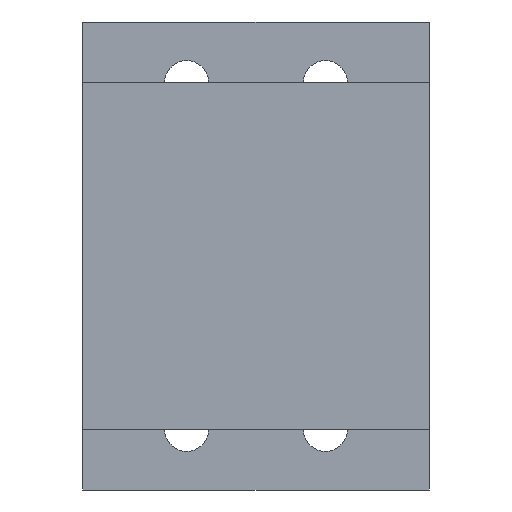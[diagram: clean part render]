
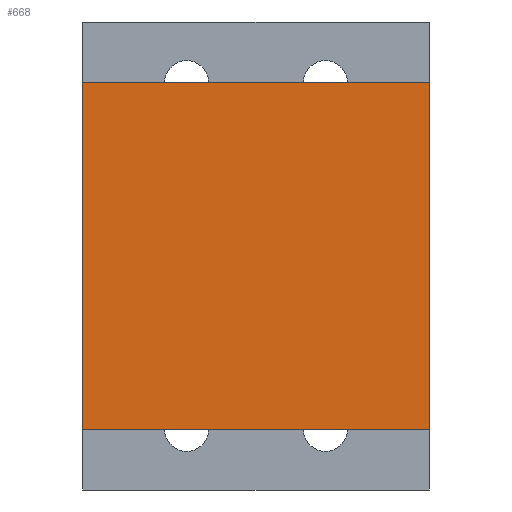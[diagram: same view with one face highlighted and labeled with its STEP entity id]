
A CAD part, left-side view. The second image highlights one B-rep face of the part: STEP entity #668.
In plain terms, the highlighted planar face has unit normal (-1, 0, 0).
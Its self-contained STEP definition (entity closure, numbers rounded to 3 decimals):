
#226 = EDGE_CURVE ( 'NONE', #256, #331, #376, .T. ) ;
#231 = EDGE_CURVE ( 'NONE', #332, #255, #355, .T. ) ;
#249 = VECTOR ( 'NONE', #533, 1000. ) ;
#255 = VERTEX_POINT ( 'NONE', #508 ) ;
#256 = VERTEX_POINT ( 'NONE', #500 ) ;
#263 = EDGE_CURVE ( 'NONE', #255, #256, #302, .T. ) ;
#302 = LINE ( 'NONE', #530, #249 ) ;
#318 = EDGE_CURVE ( 'NONE', #331, #332, #919, .T. ) ;
#331 = VERTEX_POINT ( 'NONE', #623 ) ;
#332 = VERTEX_POINT ( 'NONE', #613 ) ;
#355 = LINE ( 'NONE', #888, #402 ) ;
#376 = LINE ( 'NONE', #699, #392 ) ;
#392 = VECTOR ( 'NONE', #883, 1000. ) ;
#402 = VECTOR ( 'NONE', #853, 1000. ) ;
#500 = CARTESIAN_POINT ( 'NONE',  ( 0., 0., 0. ) ) ;
#508 = CARTESIAN_POINT ( 'NONE',  ( 0., 100., 0. ) ) ;
#523 = AXIS2_PLACEMENT_3D ( 'NONE', #629, #637, #638 ) ;
#530 = CARTESIAN_POINT ( 'NONE',  ( 0., 0., 0. ) ) ;
#533 = DIRECTION ( 'NONE',  ( 0., -1., 0. ) ) ;
#601 = CARTESIAN_POINT ( 'NONE',  ( 0., 0., -100. ) ) ;
#602 = DIRECTION ( 'NONE',  ( 0., 1., 0. ) ) ;
#613 = CARTESIAN_POINT ( 'NONE',  ( 0., 100., -100. ) ) ;
#623 = CARTESIAN_POINT ( 'NONE',  ( 0., 0., -100. ) ) ;
#629 = CARTESIAN_POINT ( 'NONE',  ( 0., 100., 0. ) ) ;
#630 = PLANE ( 'NONE',  #523 ) ;
#637 = DIRECTION ( 'NONE',  ( -1., 0., 0. ) ) ;
#638 = DIRECTION ( 'NONE',  ( 0., 0., 1. ) ) ;
#668 = ADVANCED_FACE ( 'NONE', ( #938 ), #630, .T. ) ;
#699 = CARTESIAN_POINT ( 'NONE',  ( 0., 0., 0. ) ) ;
#747 = ORIENTED_EDGE ( 'NONE', *, *, #226, .F. ) ;
#750 = ORIENTED_EDGE ( 'NONE', *, *, #318, .F. ) ;
#782 = ORIENTED_EDGE ( 'NONE', *, *, #231, .F. ) ;
#795 = EDGE_LOOP ( 'NONE', ( #816, #782, #750, #747 ) ) ;
#816 = ORIENTED_EDGE ( 'NONE', *, *, #263, .F. ) ;
#853 = DIRECTION ( 'NONE',  ( 0., 0., 1. ) ) ;
#883 = DIRECTION ( 'NONE',  ( 0., 0., -1. ) ) ;
#888 = CARTESIAN_POINT ( 'NONE',  ( 0., 100., 0. ) ) ;
#919 = LINE ( 'NONE', #601, #920 ) ;
#920 = VECTOR ( 'NONE', #602, 1000. ) ;
#938 = FACE_OUTER_BOUND ( 'NONE', #795, .T. ) ;
